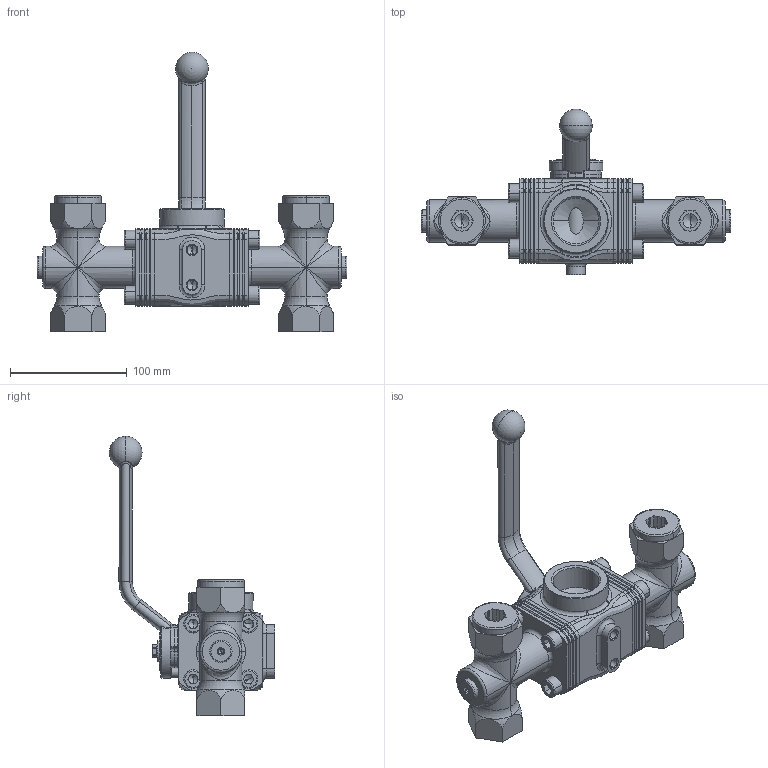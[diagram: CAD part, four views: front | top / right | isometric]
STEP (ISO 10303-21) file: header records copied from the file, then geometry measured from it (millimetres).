
FILE_DESCRIPTION (( 'STEP AP214' ), '1' );
FILE_NAME ('2700-B02-GF-A01-25-f+f-32+25-M4541.STEP', '2016-02-18T15:56:36', ( '' ), ( '' ), 'SwSTEP 2.0', 'SolidWorks 2014', '' );
FILE_SCHEMA (( 'AUTOMOTIVE_DESIGN' ));
Length unit declared in the file: millimetre
Products named in the file (3): 2700B02GFA0125FF3225M4541-Hebel; 2700B01GFA0125FF3225M4541-Basis; 2700-B02-GF-A01-25-f+f-32+25-M4541
Assembly tree (2 placements, depth 2):
  2700-B02-GF-A01-25-f+f-32+25-M4541
    2700B01GFA0125FF3225M4541-Basis
    2700B02GFA0125FF3225M4541-Hebel
Bounding box: 265 x 141.4 x 239 mm (x, y, z)
Volume: 760855.8 mm3; surface area: 194160.7 mm2
Topology: 23 solids, 23 shells, 1478 faces, 3591 edges, 2183 vertices
Faces by surface type: plane 601, cylinder 352, bspline 233, torus 176, cone 114, sphere 2
Entity records: 78492 total; most frequent: CARTESIAN_POINT 28608, ORIENTED_EDGE 7038, DIRECTION 6687, EDGE_CURVE 3519, AXIS2_PLACEMENT_3D 2441, VERTEX_POINT 2179, VECTOR 1805, LINE 1805
